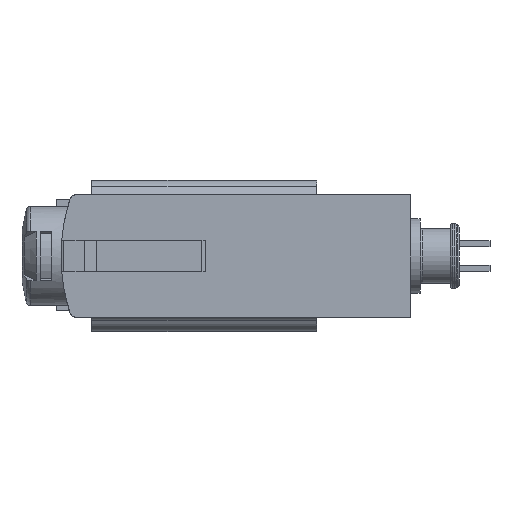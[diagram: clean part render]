
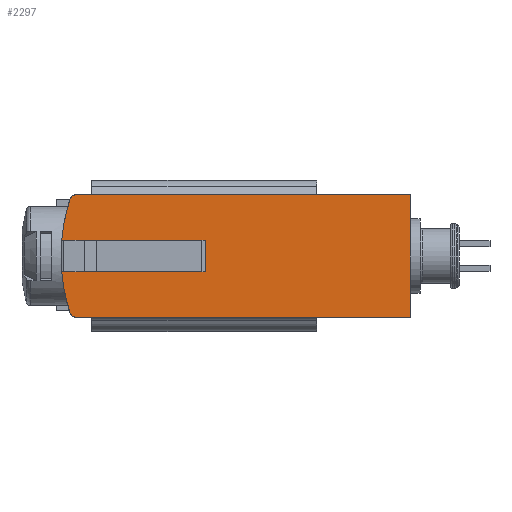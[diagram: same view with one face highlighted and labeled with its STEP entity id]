
A CAD part, left-side view. The second image highlights one B-rep face of the part: STEP entity #2297.
In plain terms, the highlighted planar face has unit normal (-1, 0, 0).
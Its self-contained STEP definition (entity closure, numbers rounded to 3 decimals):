
#37=PLANE('',#2517);
#136=CIRCLE('',#2426,15.);
#139=CIRCLE('',#2429,15.);
#168=CIRCLE('',#2473,0.5);
#185=CIRCLE('',#2518,0.5);
#280=LINE('',#3655,#475);
#301=LINE('',#3711,#496);
#317=LINE('',#3786,#512);
#318=LINE('',#3788,#513);
#319=LINE('',#3791,#514);
#320=LINE('',#3793,#515);
#475=VECTOR('',#2821,1000.);
#496=VECTOR('',#2870,1000.);
#512=VECTOR('',#2950,1000.);
#513=VECTOR('',#2953,1000.);
#514=VECTOR('',#2954,1000.);
#515=VECTOR('',#2957,1000.);
#825=ORIENTED_EDGE('',*,*,#1442,.T.);
#826=ORIENTED_EDGE('',*,*,#1443,.T.);
#827=ORIENTED_EDGE('',*,*,#1284,.F.);
#828=ORIENTED_EDGE('',*,*,#1379,.F.);
#829=ORIENTED_EDGE('',*,*,#1376,.T.);
#830=ORIENTED_EDGE('',*,*,#1441,.T.);
#831=ORIENTED_EDGE('',*,*,#1404,.F.);
#832=ORIENTED_EDGE('',*,*,#1444,.F.);
#833=ORIENTED_EDGE('',*,*,#1287,.F.);
#834=ORIENTED_EDGE('',*,*,#1445,.F.);
#1284=EDGE_CURVE('',#1611,#1612,#136,.T.);
#1287=EDGE_CURVE('',#1614,#1615,#139,.T.);
#1376=EDGE_CURVE('',#1701,#1700,#280,.T.);
#1379=EDGE_CURVE('',#1701,#1611,#168,.T.);
#1404=EDGE_CURVE('',#1721,#1722,#301,.T.);
#1441=EDGE_CURVE('',#1700,#1722,#317,.T.);
#1442=EDGE_CURVE('',#1741,#1742,#318,.T.);
#1443=EDGE_CURVE('',#1742,#1612,#319,.T.);
#1444=EDGE_CURVE('',#1615,#1721,#185,.T.);
#1445=EDGE_CURVE('',#1741,#1614,#320,.T.);
#1611=VERTEX_POINT('',#3416);
#1612=VERTEX_POINT('',#3418);
#1614=VERTEX_POINT('',#3422);
#1615=VERTEX_POINT('',#3424);
#1700=VERTEX_POINT('',#3654);
#1701=VERTEX_POINT('',#3656);
#1721=VERTEX_POINT('',#3710);
#1722=VERTEX_POINT('',#3712);
#1741=VERTEX_POINT('',#3789);
#1742=VERTEX_POINT('',#3790);
#1890=EDGE_LOOP('',(#825,#826,#827,#828,#829,#830,#831,#832,#833,#834));
#2078=FACE_BOUND('',#1890,.T.);
#2297=ADVANCED_FACE('',(#2078),#37,.F.);
#2426=AXIS2_PLACEMENT_3D('',#3417,#2689,#2690);
#2429=AXIS2_PLACEMENT_3D('',#3423,#2695,#2696);
#2473=AXIS2_PLACEMENT_3D('',#3660,#2827,#2828);
#2517=AXIS2_PLACEMENT_3D('',#3787,#2951,#2952);
#2518=AXIS2_PLACEMENT_3D('',#3792,#2955,#2956);
#2689=DIRECTION('',(1.,0.,0.));
#2690=DIRECTION('',(0.,0.,-1.));
#2695=DIRECTION('',(1.,0.,0.));
#2696=DIRECTION('',(0.,0.,-1.));
#2821=DIRECTION('',(0.,-1.,0.));
#2827=DIRECTION('',(1.,0.,0.));
#2828=DIRECTION('',(0.,0.,-1.));
#2870=DIRECTION('',(0.,-1.,0.));
#2950=DIRECTION('',(0.,0.,1.));
#2951=DIRECTION('',(1.,0.,0.));
#2952=DIRECTION('',(0.,0.,-1.));
#2953=DIRECTION('',(0.,0.,-1.));
#2954=DIRECTION('',(0.,1.,0.));
#2955=DIRECTION('',(1.,0.,0.));
#2956=DIRECTION('',(0.,0.,-1.));
#2957=DIRECTION('',(0.,1.,0.));
#3416=CARTESIAN_POINT('',(-102.4,20.109,-4.655));
#3417=CARTESIAN_POINT('',(-102.4,5.85,0.));
#3418=CARTESIAN_POINT('',(-102.4,20.794,-1.3));
#3422=CARTESIAN_POINT('',(-102.4,20.794,1.3));
#3423=CARTESIAN_POINT('',(-102.4,5.85,0.));
#3424=CARTESIAN_POINT('',(-102.4,20.109,4.655));
#3654=CARTESIAN_POINT('',(-102.4,-7.65,-5.));
#3655=CARTESIAN_POINT('',(-102.4,23.,-5.));
#3656=CARTESIAN_POINT('',(-102.4,19.634,-5.));
#3660=CARTESIAN_POINT('',(-102.4,19.634,-4.5));
#3710=CARTESIAN_POINT('',(-102.4,19.634,5.));
#3711=CARTESIAN_POINT('',(-102.4,23.,5.));
#3712=CARTESIAN_POINT('',(-102.4,-7.65,5.));
#3786=CARTESIAN_POINT('',(-102.4,-7.65,-5.));
#3787=CARTESIAN_POINT('',(-102.4,23.,-5.));
#3788=CARTESIAN_POINT('',(-102.4,9.05,1.3));
#3789=CARTESIAN_POINT('',(-102.4,9.05,1.3));
#3790=CARTESIAN_POINT('',(-102.4,9.05,-1.3));
#3791=CARTESIAN_POINT('',(-102.4,9.05,-1.3));
#3792=CARTESIAN_POINT('',(-102.4,19.634,4.5));
#3793=CARTESIAN_POINT('',(-102.4,9.05,1.3));
